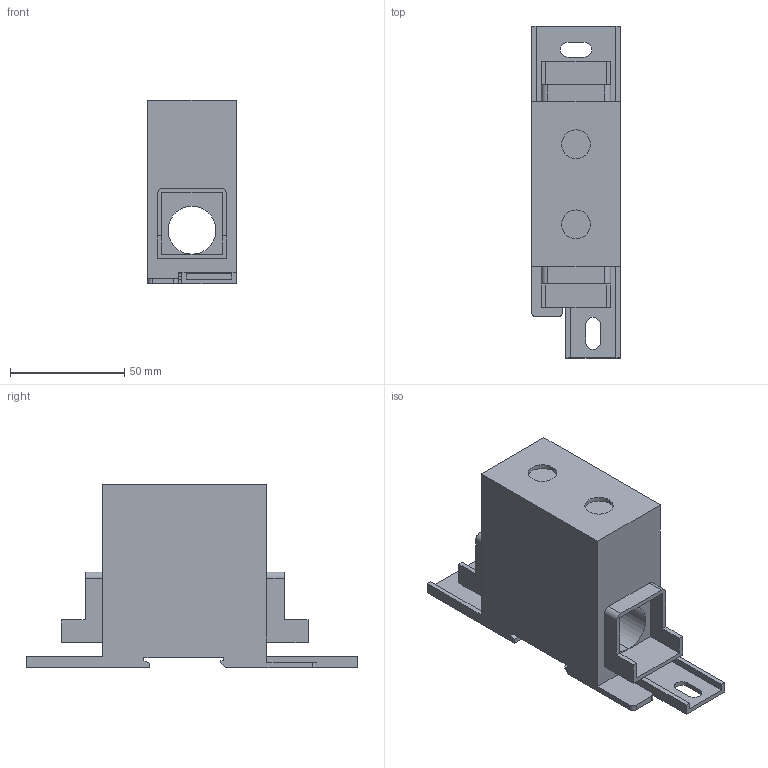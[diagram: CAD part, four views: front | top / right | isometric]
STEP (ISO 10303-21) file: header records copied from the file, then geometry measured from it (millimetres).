
FILE_DESCRIPTION (( 'STEP AP203' ), '1' );
FILE_NAME ('38057.step', '2024-07-23T19:30:00', ( '' ), ( '' ), 'SwSTEP 2.0', 'SolidWorks 2023', '' );
FILE_SCHEMA (( 'CONFIG_CONTROL_DESIGN' ));
Length unit declared in the file: inch
Products named in the file (1): 38057
Bounding box: 39 x 145.5 x 80.5 mm (x, y, z)
Volume: 205923.7 mm3; surface area: 40259.1 mm2
Topology: 1 solids, 2 shells, 95 faces, 264 edges, 173 vertices
Faces by surface type: plane 78, cylinder 17
Entity records: 3056 total; most frequent: CARTESIAN_POINT 532, ORIENTED_EDGE 520, DIRECTION 481, EDGE_CURVE 260, LINE 221, VECTOR 221, VERTEX_POINT 171, AXIS2_PLACEMENT_3D 130
